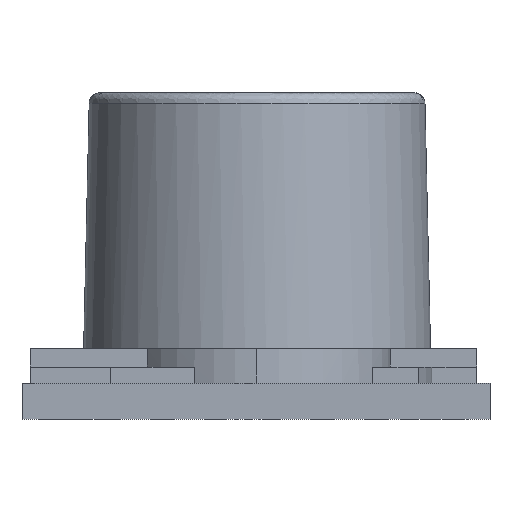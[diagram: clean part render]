
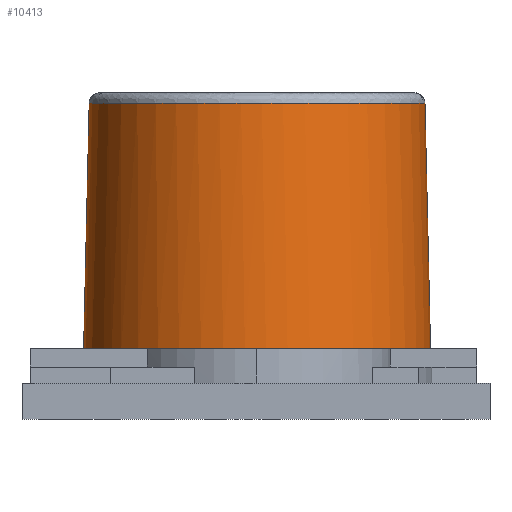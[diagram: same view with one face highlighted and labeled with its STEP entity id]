
A CAD part, front view. The second image highlights one B-rep face of the part: STEP entity #10413.
In plain terms, the highlighted free-form (B-spline) face has degree [2, 1] with [7, 3] control points.
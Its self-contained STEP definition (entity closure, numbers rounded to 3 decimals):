
#198 = CARTESIAN_POINT ( 'NONE',  ( 3.04, 11.125, 9.137 ) ) ;
#239 = CARTESIAN_POINT ( 'NONE',  ( 11.1, 2.934, 3.353 ) ) ;
#245 = VERTEX_POINT ( 'NONE', #6475 ) ;
#271 = CARTESIAN_POINT ( 'NONE',  ( 19.029, 11.125, 14.921 ) ) ;
#289 = CARTESIAN_POINT ( 'NONE',  ( 3.848, 7.315, 3.353 ) ) ;
#297 = DIRECTION ( 'NONE',  ( 0.023, 0., 1. ) ) ;
#419 = CARTESIAN_POINT ( 'NONE',  ( 3.848, 7.315, 3.353 ) ) ;
#422 = CARTESIAN_POINT ( 'NONE',  ( 6.15, 2.934, 3.353 ) ) ;
#428 = CARTESIAN_POINT ( 'NONE',  ( 11.1, 2.934, 3.353 ) ) ;
#443 = CARTESIAN_POINT ( 'NONE',  ( 19.291, 2.934, 3.353 ) ) ;
#780 = EDGE_LOOP ( 'NONE', ( #6830, #2439, #3682, #8834, #1159 ) ) ;
#851 = VECTOR ( 'NONE', #7690, 1000. ) ;
#894 = CARTESIAN_POINT ( 'NONE',  ( 19.291, 11.125, 3.353 ) ) ;
#1073 = CARTESIAN_POINT ( 'NONE',  ( 3.171, 3.196, 14.921 ) ) ;
#1159 = ORIENTED_EDGE ( 'NONE', *, *, #2446, .F. ) ;
#1231 = VERTEX_POINT ( 'NONE', #2820 ) ;
#1427 = EDGE_CURVE ( 'NONE', #6841, #2170, #4940, .T. ) ;
#1876 = CARTESIAN_POINT ( 'NONE',  ( 19.026, 11.125, 15.037 ) ) ;
#1917 = CARTESIAN_POINT ( 'NONE',  ( 3.173, 11.125, 15.037 ) ) ;
#2170 = VERTEX_POINT ( 'NONE', #2324 ) ;
#2324 = CARTESIAN_POINT ( 'NONE',  ( 19.291, 11.125, 3.353 ) ) ;
#2439 = ORIENTED_EDGE ( 'NONE', *, *, #3635, .T. ) ;
#2446 = EDGE_CURVE ( 'NONE', #2170, #1231, #9214, .T. ) ;
#2484 = EDGE_CURVE ( 'NONE', #245, #7677, #8120, .T. ) ;
#2704 = CARTESIAN_POINT ( 'NONE',  ( 19.029, 11.125, 14.921 ) ) ;
#2735 = CARTESIAN_POINT ( 'NONE',  ( 2.908, 11.125, 3.353 ) ) ;
#2820 = CARTESIAN_POINT ( 'NONE',  ( 3.848, 7.315, 3.353 ) ) ;
#3498 = CARTESIAN_POINT ( 'NONE',  ( 19.026, 3.199, 15.037 ) ) ;
#3533 = CARTESIAN_POINT ( 'NONE',  ( 3.171, 11.125, 14.921 ) ) ;
#3635 = EDGE_CURVE ( 'NONE', #6841, #7677, #7343, .T. ) ;
#3682 = ORIENTED_EDGE ( 'NONE', *, *, #2484, .F. ) ;
#3750 = CARTESIAN_POINT ( 'NONE',  ( 2.908, 11.125, 3.353 ) ) ;
#4125 = CARTESIAN_POINT ( 'NONE',  ( 2.908, 9.104, 3.353 ) ) ;
#4201 = EDGE_CURVE ( 'NONE', #1231, #245, #6519, .T. ) ;
#4287 = CARTESIAN_POINT ( 'NONE',  ( 19.291, 2.934, 3.353 ) ) ;
#4324 = CARTESIAN_POINT ( 'NONE',  ( 3.173, 11.126, 15.037 ) ) ;
#4940 = LINE ( 'NONE', #8076, #851 ) ;
#5103 = CARTESIAN_POINT ( 'NONE',  ( 11.1, 3.196, 14.921 ) ) ;
#5136 = CARTESIAN_POINT ( 'NONE',  ( 2.908, 11.126, 3.353 ) ) ;
#5153 =( BOUNDED_SURFACE ( )  B_SPLINE_SURFACE ( 2, 1, ( 
 ( #1876, #2704, #8292 ),
 ( #3498, #9113, #4287 ),
 ( #9926, #5103, #239 ),
 ( #5920, #1073, #6752 ),
 ( #1917, #7551, #2735 ),
 ( #8327, #3533, #9147 ),
 ( #4324, #9963, #5136 ) ),
 .UNSPECIFIED., .F., .F., .F. ) 
 B_SPLINE_SURFACE_WITH_KNOTS ( ( 3, 2, 2, 3 ),
 ( 2, 1, 2 ),
 ( 0.015, 1.571, 3.126, 3.126 ),
 ( -11.687, -11.572, 0. ),
 .UNSPECIFIED. ) 
 GEOMETRIC_REPRESENTATION_ITEM ( )  RATIONAL_B_SPLINE_SURFACE ( (
 ( 0.937, 0.937, 0.937),
 ( 0.684, 0.684, 0.684),
 ( 1., 1., 1.),
 ( 0.684, 0.684, 0.684),
 ( 0.937, 0.937, 0.937),
 ( 0.937, 0.937, 0.937),
 ( 0.937, 0.937, 0.937) ) ) 
 REPRESENTATION_ITEM ( '' )  SURFACE ( )  );
#5202 = CARTESIAN_POINT ( 'NONE',  ( 3.171, 11.125, 14.921 ) ) ;
#5920 = CARTESIAN_POINT ( 'NONE',  ( 3.173, 3.199, 15.037 ) ) ;
#6475 = CARTESIAN_POINT ( 'NONE',  ( 2.908, 11.125, 3.353 ) ) ;
#6519 =( BOUNDED_CURVE ( )  B_SPLINE_CURVE ( 2, ( #289, #4125, #3750 ),
 .UNSPECIFIED., .F., .T. ) 
 B_SPLINE_CURVE_WITH_KNOTS ( ( 3, 3 ),
 ( 0., 0.004 ),
 .UNSPECIFIED. ) 
 CURVE ( )  GEOMETRIC_REPRESENTATION_ITEM ( )  RATIONAL_B_SPLINE_CURVE ( ( 0.835, 0.859, 0.937 ) ) 
 REPRESENTATION_ITEM ( '' )  );
#6705 = CARTESIAN_POINT ( 'NONE',  ( 3.171, 11.125, 14.921 ) ) ;
#6721 = CARTESIAN_POINT ( 'NONE',  ( 3.171, 3.196, 14.921 ) ) ;
#6724 = CARTESIAN_POINT ( 'NONE',  ( 11.1, 3.196, 14.921 ) ) ;
#6735 = CARTESIAN_POINT ( 'NONE',  ( 19.029, 11.125, 14.921 ) ) ;
#6752 = CARTESIAN_POINT ( 'NONE',  ( 2.908, 2.934, 3.353 ) ) ;
#6755 = CARTESIAN_POINT ( 'NONE',  ( 19.029, 3.196, 14.921 ) ) ;
#6830 = ORIENTED_EDGE ( 'NONE', *, *, #1427, .F. ) ;
#6841 = VERTEX_POINT ( 'NONE', #271 ) ;
#7343 =( BOUNDED_CURVE ( )  B_SPLINE_CURVE ( 2, ( #6735, #6755, #6724, #6721, #6705 ),
 .UNSPECIFIED., .F., .T. ) 
 B_SPLINE_CURVE_WITH_KNOTS ( ( 3, 2, 3 ),
 ( 0., 0.5, 1. ),
 .UNSPECIFIED. ) 
 CURVE ( )  GEOMETRIC_REPRESENTATION_ITEM ( )  RATIONAL_B_SPLINE_CURVE ( ( 0.937, 0.684, 1., 0.684, 0.937 ) ) 
 REPRESENTATION_ITEM ( '' )  );
#7551 = CARTESIAN_POINT ( 'NONE',  ( 3.171, 11.125, 14.921 ) ) ;
#7677 = VERTEX_POINT ( 'NONE', #5202 ) ;
#7690 = DIRECTION ( 'NONE',  ( 0.023, 0., -1. ) ) ;
#8072 = VECTOR ( 'NONE', #297, 1000. ) ;
#8076 = CARTESIAN_POINT ( 'NONE',  ( 19.16, 11.125, 9.137 ) ) ;
#8120 = LINE ( 'NONE', #198, #8072 ) ;
#8292 = CARTESIAN_POINT ( 'NONE',  ( 19.291, 11.125, 3.353 ) ) ;
#8327 = CARTESIAN_POINT ( 'NONE',  ( 3.173, 11.125, 15.037 ) ) ;
#8834 = ORIENTED_EDGE ( 'NONE', *, *, #4201, .F. ) ;
#8882 = FACE_OUTER_BOUND ( 'NONE', #780, .T. ) ;
#9113 = CARTESIAN_POINT ( 'NONE',  ( 19.029, 3.196, 14.921 ) ) ;
#9147 = CARTESIAN_POINT ( 'NONE',  ( 2.908, 11.125, 3.353 ) ) ;
#9214 =( BOUNDED_CURVE ( )  B_SPLINE_CURVE ( 2, ( #894, #443, #428, #422, #419 ),
 .UNSPECIFIED., .F., .T. ) 
 B_SPLINE_CURVE_WITH_KNOTS ( ( 3, 2, 3 ),
 ( 0., 0.013, 0.022 ),
 .UNSPECIFIED. ) 
 CURVE ( )  GEOMETRIC_REPRESENTATION_ITEM ( )  RATIONAL_B_SPLINE_CURVE ( ( 0.937, 0.684, 1., 0.782, 0.835 ) ) 
 REPRESENTATION_ITEM ( '' )  );
#9926 = CARTESIAN_POINT ( 'NONE',  ( 11.1, 3.199, 15.037 ) ) ;
#9963 = CARTESIAN_POINT ( 'NONE',  ( 3.171, 11.126, 14.921 ) ) ;
#10413 = ADVANCED_FACE ( 'NONE', ( #8882 ), #5153, .T. ) ;
